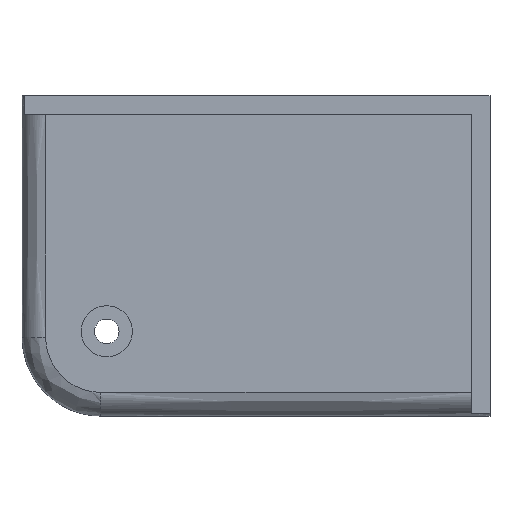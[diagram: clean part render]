
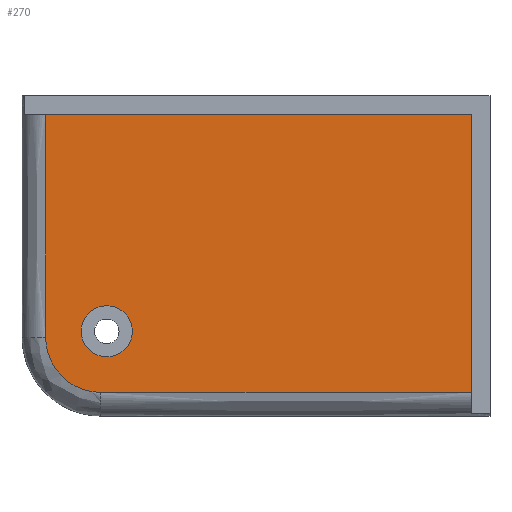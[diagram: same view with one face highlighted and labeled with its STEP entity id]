
A CAD part, top view. The second image highlights one B-rep face of the part: STEP entity #270.
In plain terms, the highlighted planar face has unit normal (0, 0, 1).
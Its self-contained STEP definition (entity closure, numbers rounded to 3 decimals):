
#16=B_SPLINE_CURVE_WITH_KNOTS('',3,(#410,#411,#412,#413,#414),
 .UNSPECIFIED.,.F.,.F.,(4,1,4),(-10.003,-9.815,-9.564),
 .UNSPECIFIED.);
#21=B_SPLINE_CURVE_WITH_KNOTS('',3,(#469,#470,#471,#472),.UNSPECIFIED.,
 .F.,.F.,(4,4),(-9.564,-8.434),.UNSPECIFIED.);
#25=B_SPLINE_CURVE_WITH_KNOTS('',3,(#526,#527,#528,#529),.UNSPECIFIED.,
 .F.,.F.,(4,4),(-11.883,-10.003),.UNSPECIFIED.);
#44=LINE('',#569,#62);
#45=LINE('',#571,#63);
#62=VECTOR('',#335,10.);
#63=VECTOR('',#338,10.);
#73=FACE_BOUND('',#104,.T.);
#85=FACE_OUTER_BOUND('',#103,.T.);
#103=EDGE_LOOP('',(#223,#224,#225,#226,#227));
#104=EDGE_LOOP('',(#228));
#111=CIRCLE('',#281,1.3);
#116=VERTEX_POINT('',#358);
#118=VERTEX_POINT('',#400);
#120=VERTEX_POINT('',#409);
#124=VERTEX_POINT('',#468);
#127=VERTEX_POINT('',#517);
#135=VERTEX_POINT('',#565);
#141=EDGE_CURVE('',#116,#116,#111,.T.);
#145=EDGE_CURVE('',#118,#120,#16,.T.);
#150=EDGE_CURVE('',#120,#124,#21,.T.);
#154=EDGE_CURVE('',#127,#118,#25,.T.);
#169=EDGE_CURVE('',#135,#124,#44,.T.);
#170=EDGE_CURVE('',#127,#135,#45,.T.);
#223=ORIENTED_EDGE('',*,*,#170,.T.);
#224=ORIENTED_EDGE('',*,*,#169,.T.);
#225=ORIENTED_EDGE('',*,*,#150,.F.);
#226=ORIENTED_EDGE('',*,*,#145,.F.);
#227=ORIENTED_EDGE('',*,*,#154,.F.);
#228=ORIENTED_EDGE('',*,*,#141,.T.);
#254=PLANE('',#290);
#270=ADVANCED_FACE('',(#85,#73),#254,.T.);
#281=AXIS2_PLACEMENT_3D('',#360,#306,#307);
#290=AXIS2_PLACEMENT_3D('',#570,#336,#337);
#306=DIRECTION('center_axis',(0.,0.,-1.));
#307=DIRECTION('ref_axis',(1.,0.,0.));
#335=DIRECTION('',(-1.,0.,0.));
#336=DIRECTION('center_axis',(0.,0.,1.));
#337=DIRECTION('ref_axis',(1.,0.,0.));
#338=DIRECTION('',(0.,1.,0.));
#358=CARTESIAN_POINT('',(-3.8,-127.5,20.5));
#360=CARTESIAN_POINT('Origin',(-2.5,-127.5,20.5));
#400=CARTESIAN_POINT('',(-2.8,-130.6,20.5));
#409=CARTESIAN_POINT('',(-5.6,-127.8,20.5));
#410=CARTESIAN_POINT('Ctrl Pts',(-2.8,-130.6,20.5));
#411=CARTESIAN_POINT('Ctrl Pts',(-3.429,-130.6,20.5));
#412=CARTESIAN_POINT('Ctrl Pts',(-4.896,-130.087,20.5));
#413=CARTESIAN_POINT('Ctrl Pts',(-5.6,-128.638,20.5));
#414=CARTESIAN_POINT('Ctrl Pts',(-5.6,-127.8,20.5));
#468=CARTESIAN_POINT('',(-5.6,-116.5,20.5));
#469=CARTESIAN_POINT('Ctrl Pts',(-5.6,-127.8,20.5));
#470=CARTESIAN_POINT('Ctrl Pts',(-5.6,-124.028,20.5));
#471=CARTESIAN_POINT('Ctrl Pts',(-5.6,-120.266,20.5));
#472=CARTESIAN_POINT('Ctrl Pts',(-5.6,-116.5,20.5));
#517=CARTESIAN_POINT('',(16.,-130.6,20.5));
#526=CARTESIAN_POINT('Ctrl Pts',(16.,-130.6,20.5));
#527=CARTESIAN_POINT('Ctrl Pts',(9.733,-130.6,20.5));
#528=CARTESIAN_POINT('Ctrl Pts',(3.477,-130.6,20.5));
#529=CARTESIAN_POINT('Ctrl Pts',(-2.8,-130.6,20.5));
#565=CARTESIAN_POINT('',(16.,-116.5,20.5));
#569=CARTESIAN_POINT('',(11.,-116.5,20.5));
#570=CARTESIAN_POINT('Origin',(27.,-102.9,20.5));
#571=CARTESIAN_POINT('',(16.,-116.45,20.5));
